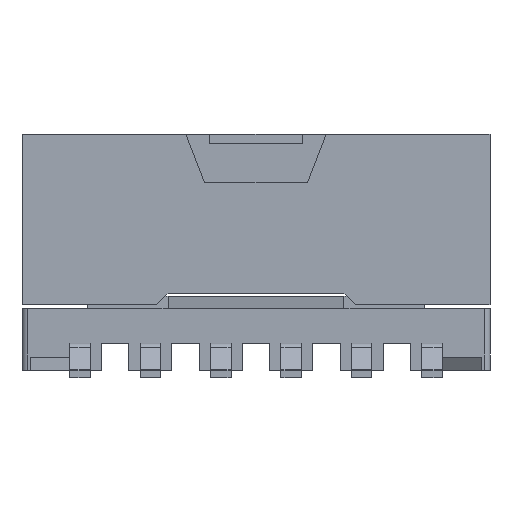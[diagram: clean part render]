
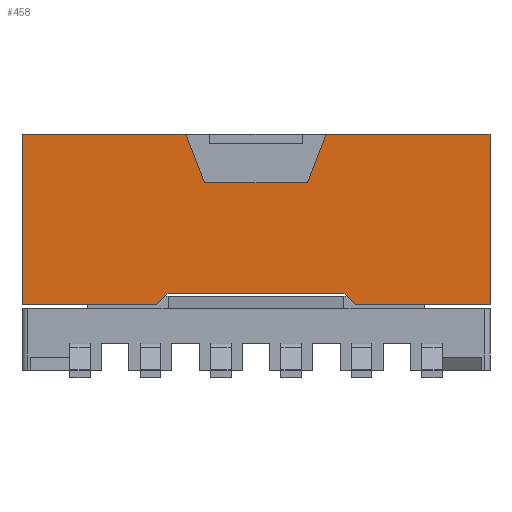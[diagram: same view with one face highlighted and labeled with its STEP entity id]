
A CAD part, front view. The second image highlights one B-rep face of the part: STEP entity #458.
In plain terms, the highlighted face is planar.
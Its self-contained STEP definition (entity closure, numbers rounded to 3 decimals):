
#458 = ADVANCED_FACE( '', ( #1211 ), #1212, .F. );
#1211 = FACE_OUTER_BOUND( '', #2263, .T. );
#1212 = PLANE( '', #2264 );
#2263 = EDGE_LOOP( '', ( #3609, #3610, #3611, #3612, #3613, #3614, #3615, #3616, #3617, #3618, #3619, #3620 ) );
#2264 = AXIS2_PLACEMENT_3D( '', #3621, #3622, #3623 );
#3609 = ORIENTED_EDGE( '', *, *, #6714, .F. );
#3610 = ORIENTED_EDGE( '', *, *, #6715, .F. );
#3611 = ORIENTED_EDGE( '', *, *, #6716, .F. );
#3612 = ORIENTED_EDGE( '', *, *, #6717, .F. );
#3613 = ORIENTED_EDGE( '', *, *, #6718, .F. );
#3614 = ORIENTED_EDGE( '', *, *, #6719, .F. );
#3615 = ORIENTED_EDGE( '', *, *, #6720, .F. );
#3616 = ORIENTED_EDGE( '', *, *, #6721, .F. );
#3617 = ORIENTED_EDGE( '', *, *, #6722, .F. );
#3618 = ORIENTED_EDGE( '', *, *, #6723, .F. );
#3619 = ORIENTED_EDGE( '', *, *, #6724, .F. );
#3620 = ORIENTED_EDGE( '', *, *, #6725, .F. );
#3621 = CARTESIAN_POINT( '', ( 0., 12.5, 2.1 ) );
#3622 = DIRECTION( '', ( 0., -1., 0. ) );
#3623 = DIRECTION( '', ( 0., 0., -1. ) );
#6714 = EDGE_CURVE( '', #8228, #8229, #8230, .T. );
#6715 = EDGE_CURVE( '', #8231, #8228, #8232, .T. );
#6716 = EDGE_CURVE( '', #8233, #8231, #8234, .T. );
#6717 = EDGE_CURVE( '', #8235, #8233, #8236, .T. );
#6718 = EDGE_CURVE( '', #8237, #8235, #8238, .T. );
#6719 = EDGE_CURVE( '', #8239, #8237, #8240, .T. );
#6720 = EDGE_CURVE( '', #8241, #8239, #8242, .T. );
#6721 = EDGE_CURVE( '', #8243, #8241, #8244, .T. );
#6722 = EDGE_CURVE( '', #8245, #8243, #8246, .T. );
#6723 = EDGE_CURVE( '', #8247, #8245, #8248, .T. );
#6724 = EDGE_CURVE( '', #8249, #8247, #8250, .T. );
#6725 = EDGE_CURVE( '', #8229, #8249, #8251, .T. );
#8228 = VERTEX_POINT( '', #10340 );
#8229 = VERTEX_POINT( '', #10341 );
#8230 = LINE( '', #10342, #10343 );
#8231 = VERTEX_POINT( '', #10344 );
#8232 = LINE( '', #10345, #10346 );
#8233 = VERTEX_POINT( '', #10347 );
#8234 = LINE( '', #10348, #10349 );
#8235 = VERTEX_POINT( '', #10350 );
#8236 = LINE( '', #10351, #10352 );
#8237 = VERTEX_POINT( '', #10353 );
#8238 = LINE( '', #10354, #10355 );
#8239 = VERTEX_POINT( '', #10356 );
#8240 = LINE( '', #10357, #10358 );
#8241 = VERTEX_POINT( '', #10359 );
#8242 = LINE( '', #10360, #10361 );
#8243 = VERTEX_POINT( '', #10362 );
#8244 = LINE( '', #10363, #10364 );
#8245 = VERTEX_POINT( '', #10365 );
#8246 = LINE( '', #10366, #10367 );
#8247 = VERTEX_POINT( '', #10368 );
#8248 = LINE( '', #10369, #10370 );
#8249 = VERTEX_POINT( '', #10371 );
#8250 = LINE( '', #10372, #10373 );
#8251 = LINE( '', #10374, #10375 );
#10340 = CARTESIAN_POINT( '', ( 4.7, 12.5, -2.6 ) );
#10341 = CARTESIAN_POINT( '', ( 5.3, 12.5, -3.2 ) );
#10342 = CARTESIAN_POINT( '', ( 4.7, 12.5, -2.6 ) );
#10343 = VECTOR( '', #12631, 1000. );
#10344 = CARTESIAN_POINT( '', ( -4.7, 12.5, -2.6 ) );
#10345 = CARTESIAN_POINT( '', ( -4.7, 12.5, -2.6 ) );
#10346 = VECTOR( '', #12632, 1000. );
#10347 = CARTESIAN_POINT( '', ( -5.3, 12.5, -3.2 ) );
#10348 = CARTESIAN_POINT( '', ( -5.3, 12.5, -3.2 ) );
#10349 = VECTOR( '', #12633, 1000. );
#10350 = CARTESIAN_POINT( '', ( -12.5, 12.5, -3.2 ) );
#10351 = CARTESIAN_POINT( '', ( -12.5, 12.5, -3.2 ) );
#10352 = VECTOR( '', #12634, 1000. );
#10353 = CARTESIAN_POINT( '', ( -12.5, 12.5, 5.9 ) );
#10354 = CARTESIAN_POINT( '', ( -12.5, 12.5, 5.9 ) );
#10355 = VECTOR( '', #12635, 1000. );
#10356 = CARTESIAN_POINT( '', ( -3.748, 12.5, 5.9 ) );
#10357 = CARTESIAN_POINT( '', ( -3.748, 12.5, 5.9 ) );
#10358 = VECTOR( '', #12636, 1000. );
#10359 = CARTESIAN_POINT( '', ( -2.75, 12.5, 3.3 ) );
#10360 = CARTESIAN_POINT( '', ( -3.748, 12.5, 5.9 ) );
#10361 = VECTOR( '', #12637, 1000. );
#10362 = CARTESIAN_POINT( '', ( 2.75, 12.5, 3.3 ) );
#10363 = CARTESIAN_POINT( '', ( -2.75, 12.5, 3.3 ) );
#10364 = VECTOR( '', #12638, 1000. );
#10365 = CARTESIAN_POINT( '', ( 3.748, 12.5, 5.9 ) );
#10366 = CARTESIAN_POINT( '', ( 2.75, 12.5, 3.3 ) );
#10367 = VECTOR( '', #12639, 1000. );
#10368 = CARTESIAN_POINT( '', ( 12.5, 12.5, 5.9 ) );
#10369 = CARTESIAN_POINT( '', ( 12.5, 12.5, 5.9 ) );
#10370 = VECTOR( '', #12640, 1000. );
#10371 = CARTESIAN_POINT( '', ( 12.5, 12.5, -3.2 ) );
#10372 = CARTESIAN_POINT( '', ( 12.5, 12.5, -3.2 ) );
#10373 = VECTOR( '', #12641, 1000. );
#10374 = CARTESIAN_POINT( '', ( 5.3, 12.5, -3.2 ) );
#10375 = VECTOR( '', #12642, 1000. );
#12631 = DIRECTION( '', ( 0.707, 0., -0.707 ) );
#12632 = DIRECTION( '', ( 1., 0., 0. ) );
#12633 = DIRECTION( '', ( 0.707, 0., 0.707 ) );
#12634 = DIRECTION( '', ( 1., 0., 0. ) );
#12635 = DIRECTION( '', ( 0., 0., -1. ) );
#12636 = DIRECTION( '', ( -1., 0., 0. ) );
#12637 = DIRECTION( '', ( -0.358, 0., 0.934 ) );
#12638 = DIRECTION( '', ( -1., 0., 0. ) );
#12639 = DIRECTION( '', ( -0.358, 0., -0.934 ) );
#12640 = DIRECTION( '', ( -1., 0., 0. ) );
#12641 = DIRECTION( '', ( 0., 0., 1. ) );
#12642 = DIRECTION( '', ( 1., 0., 0. ) );
